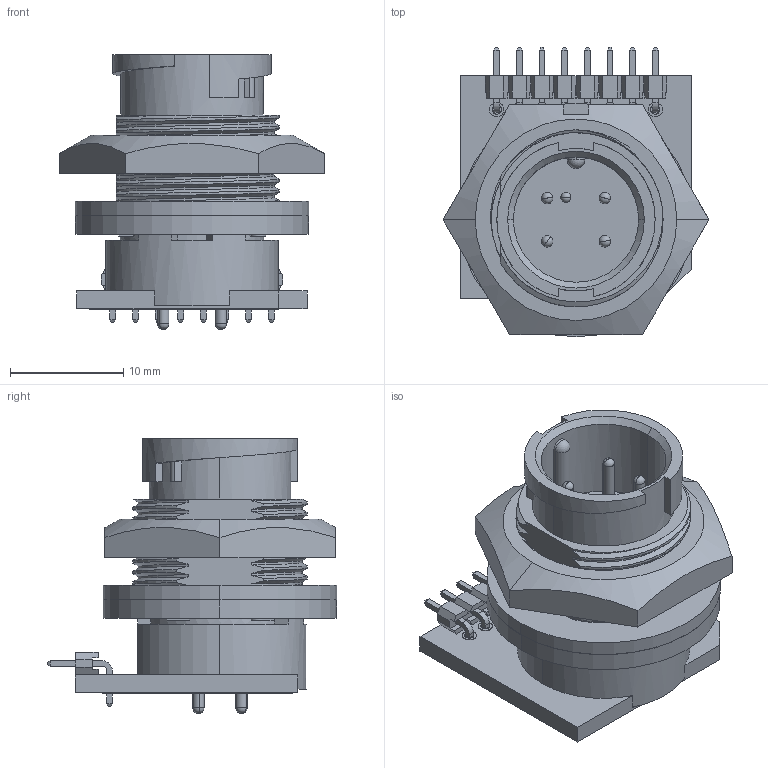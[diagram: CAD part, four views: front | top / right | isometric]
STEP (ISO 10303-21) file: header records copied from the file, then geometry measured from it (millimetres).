
FILE_DESCRIPTION (( 'STEP AP203' ), '1' );
FILE_NAME ('7261-4PG-300.STEP', '2016-07-14T16:44:32', ( '' ), ( '' ), 'SwSTEP 2.0', 'SolidWorks 2014', '' );
FILE_SCHEMA (( 'CONFIG_CONTROL_DESIGN' ));
Length unit declared in the file: inch
Products named in the file (2): 7261-4PG-300
Bounding box: 23.46 x 25.56 x 24.26 mm (x, y, z)
Volume: 4381.5 mm3; surface area: 3895.6 mm2
Topology: 2 solids, 2 shells, 679 faces, 1729 edges, 1123 vertices
Faces by surface type: plane 434, cylinder 168, bspline 53, torus 16, cone 4, sphere 4
Entity records: 33111 total; most frequent: CARTESIAN_POINT 16823, ORIENTED_EDGE 3456, DIRECTION 3143, EDGE_CURVE 1728, LINE 1199, VECTOR 1199, VERTEX_POINT 1123, AXIS2_PLACEMENT_3D 972
